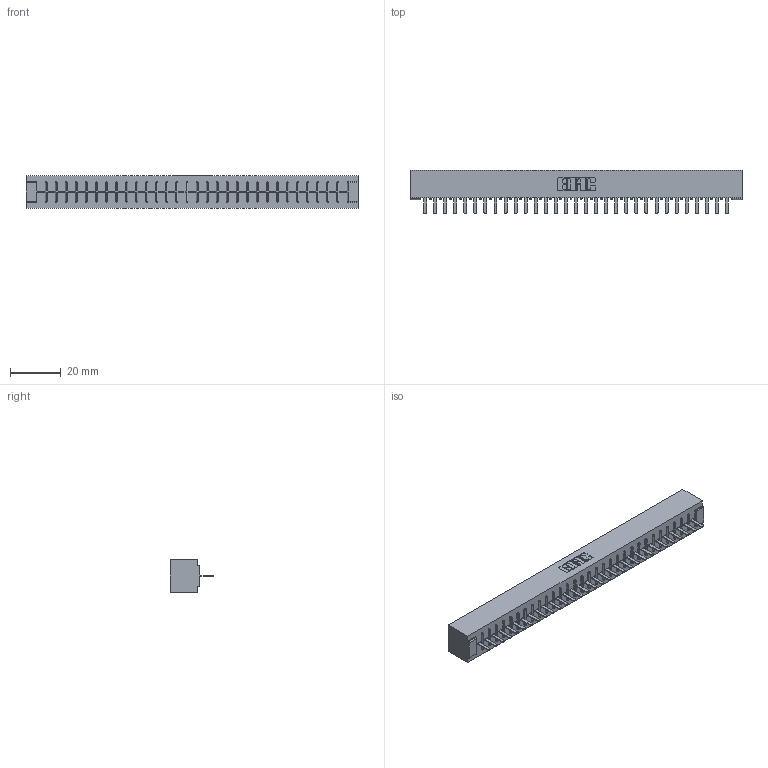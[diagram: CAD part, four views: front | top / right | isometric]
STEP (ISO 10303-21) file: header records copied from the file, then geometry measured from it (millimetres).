
FILE_DESCRIPTION (( 'STEP AP203' ), '1' );
FILE_NAME ('316-031-420-101.STEP', '2020-09-23T00:59:32', ( '' ), ( '' ), 'SwSTEP 2.0', 'SolidWorks 2020', '' );
FILE_SCHEMA (( 'CONFIG_CONTROL_DESIGN' ));
Length unit declared in the file: inch
Products named in the file (3): 306-290-001_120; 316-031-420-101; 306 Part_No Mounting
Assembly tree (32 placements, depth 2):
  316-031-420-101
    306 Part_No Mounting
    306-290-001_120  x31
Bounding box: 130.71 x 17.12 x 12.7 mm (x, y, z)
Volume: 14944 mm3; surface area: 15362.9 mm2
Topology: 32 solids, 32 shells, 2278 faces, 6399 edges, 4098 vertices
Faces by surface type: plane 1521, cylinder 633, sphere 124
Entity records: 30012 total; most frequent: CARTESIAN_POINT 5036, ORIENTED_EDGE 4990, DIRECTION 4967, EDGE_CURVE 2495, LINE 1949, VECTOR 1949, VERTEX_POINT 1578, AXIS2_PLACEMENT_3D 1509
